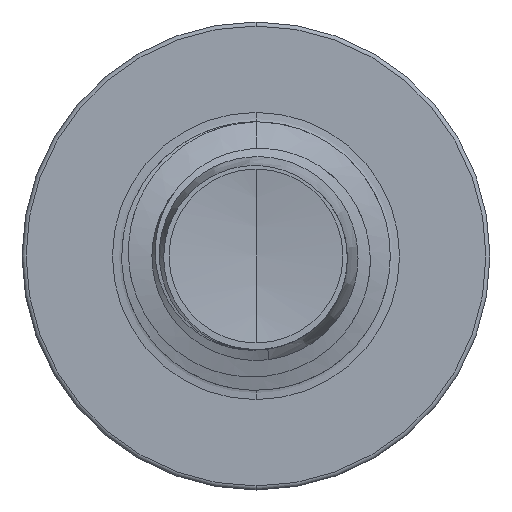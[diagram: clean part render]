
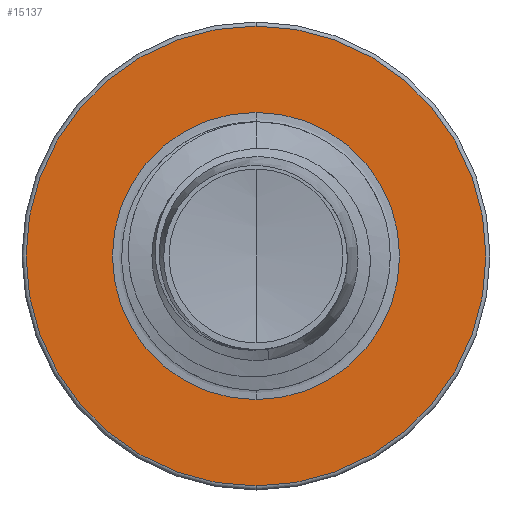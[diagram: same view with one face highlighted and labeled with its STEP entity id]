
A CAD part, front view. The second image highlights one B-rep face of the part: STEP entity #15137.
In plain terms, the highlighted planar face has unit normal (0, -1, 0).
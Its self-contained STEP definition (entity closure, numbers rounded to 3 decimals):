
#195 = AXIS2_PLACEMENT_3D ( 'NONE', #6311, #15821, #10927 ) ;
#431 = VERTEX_POINT ( 'NONE', #14905 ) ;
#1270 = EDGE_CURVE ( 'NONE', #5771, #431, #15927, .T. ) ;
#1286 = ORIENTED_EDGE ( 'NONE', *, *, #1270, .T. ) ;
#1363 = CARTESIAN_POINT ( 'NONE',  ( 0., 4., 1.872 ) ) ;
#1746 = AXIS2_PLACEMENT_3D ( 'NONE', #4278, #4259, #4256 ) ;
#1883 = ORIENTED_EDGE ( 'NONE', *, *, #14798, .T. ) ;
#3238 = VERTEX_POINT ( 'NONE', #13075 ) ;
#3682 = FACE_BOUND ( 'NONE', #15642, .T. ) ;
#4256 = DIRECTION ( 'NONE',  ( 0., 0., 1. ) ) ;
#4259 = DIRECTION ( 'NONE',  ( 0., 1., 0. ) ) ;
#4278 = CARTESIAN_POINT ( 'NONE',  ( 0., 4., 0. ) ) ;
#5771 = VERTEX_POINT ( 'NONE', #1363 ) ;
#6311 = CARTESIAN_POINT ( 'NONE',  ( 0., 4., -1.872 ) ) ;
#7322 = FACE_OUTER_BOUND ( 'NONE', #11105, .T. ) ;
#8517 = CARTESIAN_POINT ( 'NONE',  ( 0., 4., 0. ) ) ;
#9061 = CARTESIAN_POINT ( 'NONE',  ( 0., 4., 0. ) ) ;
#9822 = AXIS2_PLACEMENT_3D ( 'NONE', #8517, #15561, #10104 ) ;
#10104 = DIRECTION ( 'NONE',  ( 0., 0., 1. ) ) ;
#10620 = DIRECTION ( 'NONE',  ( 0., 0., 1. ) ) ;
#10700 = CIRCLE ( 'NONE', #9822, 1.872 ) ;
#10862 = PLANE ( 'NONE',  #195 ) ;
#10927 = DIRECTION ( 'NONE',  ( 0., 0., 1. ) ) ;
#11105 = EDGE_LOOP ( 'NONE', ( #13088, #15042 ) ) ;
#11217 = VERTEX_POINT ( 'NONE', #11238 ) ;
#11238 = CARTESIAN_POINT ( 'NONE',  ( 0., 4., -2.997 ) ) ;
#11581 = DIRECTION ( 'NONE',  ( 0., 0., 1. ) ) ;
#11596 = DIRECTION ( 'NONE',  ( 0., 1., 0. ) ) ;
#11599 = CARTESIAN_POINT ( 'NONE',  ( 0., 4., 0. ) ) ;
#12865 = CIRCLE ( 'NONE', #1746, 2.998 ) ;
#13067 = EDGE_CURVE ( 'NONE', #3238, #11217, #12865, .T. ) ;
#13075 = CARTESIAN_POINT ( 'NONE',  ( 0., 4., 2.998 ) ) ;
#13088 = ORIENTED_EDGE ( 'NONE', *, *, #13067, .F. ) ;
#13804 = AXIS2_PLACEMENT_3D ( 'NONE', #11599, #11596, #11581 ) ;
#14361 = CIRCLE ( 'NONE', #15653, 2.998 ) ;
#14798 = EDGE_CURVE ( 'NONE', #431, #5771, #10700, .T. ) ;
#14905 = CARTESIAN_POINT ( 'NONE',  ( 0., 4., -1.872 ) ) ;
#15042 = ORIENTED_EDGE ( 'NONE', *, *, #15940, .F. ) ;
#15137 = ADVANCED_FACE ( 'NONE', ( #7322, #3682 ), #10862, .F. ) ;
#15561 = DIRECTION ( 'NONE',  ( 0., 1., 0. ) ) ;
#15642 = EDGE_LOOP ( 'NONE', ( #1286, #1883 ) ) ;
#15653 = AXIS2_PLACEMENT_3D ( 'NONE', #9061, #15722, #10620 ) ;
#15722 = DIRECTION ( 'NONE',  ( 0., 1., 0. ) ) ;
#15821 = DIRECTION ( 'NONE',  ( 0., 1., 0. ) ) ;
#15927 = CIRCLE ( 'NONE', #13804, 1.872 ) ;
#15940 = EDGE_CURVE ( 'NONE', #11217, #3238, #14361, .T. ) ;
